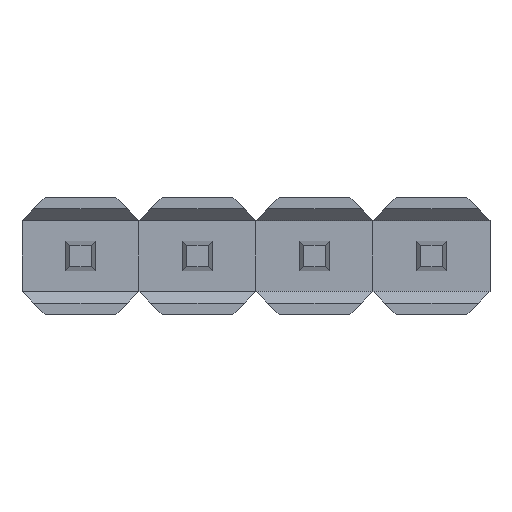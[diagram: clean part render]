
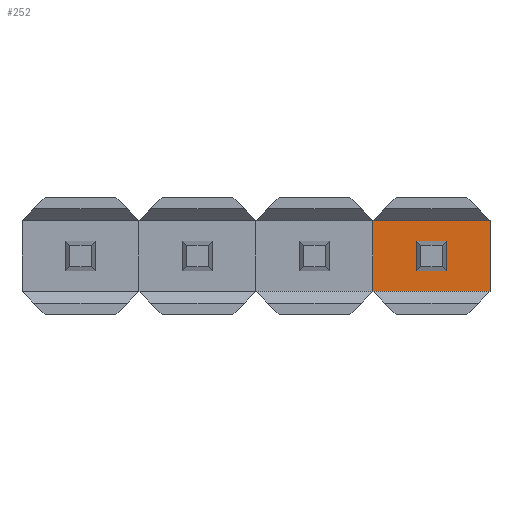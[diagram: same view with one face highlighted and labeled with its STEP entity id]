
A CAD part, front view. The second image highlights one B-rep face of the part: STEP entity #252.
In plain terms, the highlighted planar face has unit normal (0, -1, 0).
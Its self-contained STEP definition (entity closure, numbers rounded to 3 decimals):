
#143 = CARTESIAN_POINT ( 'NONE',  ( 1.27, 0.254, 0.77 ) ) ;
#224 = DIRECTION ( 'NONE',  ( 0., -1., 0. ) ) ;
#252 = ADVANCED_FACE ( 'NONE', ( #3929 ), #348, .T. ) ;
#348 = PLANE ( 'NONE',  #1960 ) ;
#563 = LINE ( 'NONE', #709, #2087 ) ;
#709 = CARTESIAN_POINT ( 'NONE',  ( -1.27, 0.254, 0.77 ) ) ;
#735 = DIRECTION ( 'NONE',  ( 0., 0., -1. ) ) ;
#757 = CARTESIAN_POINT ( 'NONE',  ( 1.27, 0.254, -0.77 ) ) ;
#944 = CARTESIAN_POINT ( 'NONE',  ( -1.27, 0.254, 0.77 ) ) ;
#1036 = VERTEX_POINT ( 'NONE', #3942 ) ;
#1261 = EDGE_CURVE ( 'NONE', #4691, #1336, #563, .T. ) ;
#1336 = VERTEX_POINT ( 'NONE', #4916 ) ;
#1402 = DIRECTION ( 'NONE',  ( -1., 0., 0. ) ) ;
#1406 = CARTESIAN_POINT ( 'NONE',  ( -1.27, 0.254, -0.77 ) ) ;
#1960 = AXIS2_PLACEMENT_3D ( 'NONE', #2653, #224, #4253 ) ;
#2087 = VECTOR ( 'NONE', #735, 1000. ) ;
#2247 = VECTOR ( 'NONE', #4957, 1000. ) ;
#2324 = ORIENTED_EDGE ( 'NONE', *, *, #5139, .T. ) ;
#2509 = ORIENTED_EDGE ( 'NONE', *, *, #5180, .T. ) ;
#2653 = CARTESIAN_POINT ( 'NONE',  ( 0., 0.254, 0. ) ) ;
#2896 = VERTEX_POINT ( 'NONE', #757 ) ;
#3364 = EDGE_CURVE ( 'NONE', #1336, #2896, #5081, .T. ) ;
#3851 = DIRECTION ( 'NONE',  ( 1., 0., 0. ) ) ;
#3929 = FACE_OUTER_BOUND ( 'NONE', #4189, .T. ) ;
#3942 = CARTESIAN_POINT ( 'NONE',  ( 1.27, 0.254, 0.77 ) ) ;
#3983 = VECTOR ( 'NONE', #1402, 1000. ) ;
#4189 = EDGE_LOOP ( 'NONE', ( #4389, #4382, #2509, #2324 ) ) ;
#4221 = LINE ( 'NONE', #143, #2247 ) ;
#4253 = DIRECTION ( 'NONE',  ( 0., 0., -1. ) ) ;
#4382 = ORIENTED_EDGE ( 'NONE', *, *, #3364, .T. ) ;
#4389 = ORIENTED_EDGE ( 'NONE', *, *, #1261, .T. ) ;
#4461 = LINE ( 'NONE', #944, #3983 ) ;
#4662 = CARTESIAN_POINT ( 'NONE',  ( -1.27, 0.254, 0.77 ) ) ;
#4691 = VERTEX_POINT ( 'NONE', #4662 ) ;
#4768 = VECTOR ( 'NONE', #3851, 1000. ) ;
#4916 = CARTESIAN_POINT ( 'NONE',  ( -1.27, 0.254, -0.77 ) ) ;
#4957 = DIRECTION ( 'NONE',  ( 0., 0., 1. ) ) ;
#5081 = LINE ( 'NONE', #1406, #4768 ) ;
#5139 = EDGE_CURVE ( 'NONE', #1036, #4691, #4461, .T. ) ;
#5180 = EDGE_CURVE ( 'NONE', #2896, #1036, #4221, .T. ) ;
